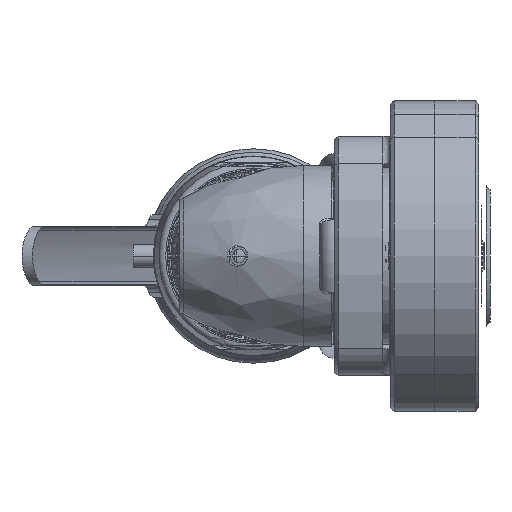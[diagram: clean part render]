
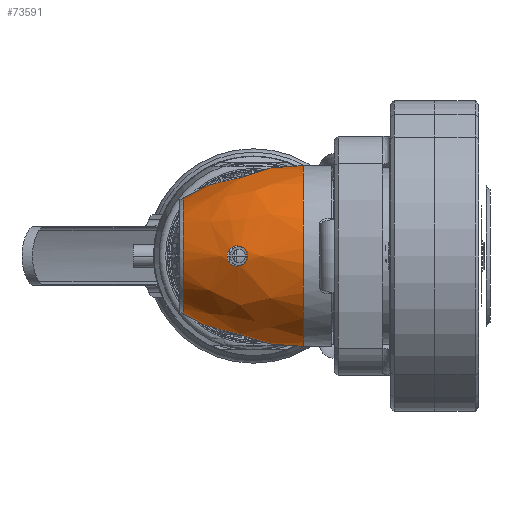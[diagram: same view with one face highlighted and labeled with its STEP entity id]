
A CAD part, left-side view. The second image highlights one B-rep face of the part: STEP entity #73591.
In plain terms, the highlighted free-form (B-spline) face has degree [3, 3] with [7, 4] control points.
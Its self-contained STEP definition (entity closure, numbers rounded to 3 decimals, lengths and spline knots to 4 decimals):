
#61173=CARTESIAN_POINT('',(-11.3788,0.584,0.));
#61174=DIRECTION('',(0.,1.,0.));
#61175=DIRECTION('',(0.675,0.,-0.738));
#61176=AXIS2_PLACEMENT_3D('',#61173,#61174,#61175);
#61178=CARTESIAN_POINT('',(-12.0289,0.2192,0.));
#61179=CARTESIAN_POINT('',(-12.0289,0.2192,
-0.009));
#61180=CARTESIAN_POINT('',(-12.0295,0.2166,
-0.0262));
#61181=CARTESIAN_POINT('',(-12.0321,0.2042,
-0.0511));
#61182=CARTESIAN_POINT('',(-12.0363,0.1854,
-0.0698));
#61183=CARTESIAN_POINT('',(-12.0419,0.163,
-0.0818));
#61184=CARTESIAN_POINT('',(-12.0491,0.1369,
-0.0865));
#61185=CARTESIAN_POINT('',(-12.0569,0.111,
-0.0823));
#61186=CARTESIAN_POINT('',(-12.0643,0.0886,
-0.0705));
#61187=CARTESIAN_POINT('',(-12.0707,0.0703,
-0.0518));
#61188=CARTESIAN_POINT('',(-12.0752,0.0581,
-0.0266));
#61189=CARTESIAN_POINT('',(-12.0761,0.0555,
-0.0091));
#61190=CARTESIAN_POINT('',(-12.0761,0.0555,0.));
#61192=CARTESIAN_POINT('',(-12.0761,0.0555,0.));
#61193=CARTESIAN_POINT('',(-12.0761,0.0555,
0.0075));
#61194=CARTESIAN_POINT('',(-12.0755,0.0573,
0.0222));
#61195=CARTESIAN_POINT('',(-12.0722,0.066,
0.0445));
#61196=CARTESIAN_POINT('',(-12.0671,0.0803,
0.063));
#61197=CARTESIAN_POINT('',(-12.0614,0.0973,
0.0756));
#61198=CARTESIAN_POINT('',(-12.0553,0.1162,
0.0834));
#61199=CARTESIAN_POINT('',(-12.0483,0.1395,
0.0862));
#61200=CARTESIAN_POINT('',(-12.0416,0.164,
0.0813));
#61201=CARTESIAN_POINT('',(-12.0362,0.1859,
0.0694));
#61202=CARTESIAN_POINT('',(-12.0321,0.204,
0.0512));
#61203=CARTESIAN_POINT('',(-12.0295,0.2166,
0.0263));
#61204=CARTESIAN_POINT('',(-12.0289,0.2192,
0.0091));
#61205=CARTESIAN_POINT('',(-12.0289,0.2192,0.));
#61230=CARTESIAN_POINT('',(-11.3788,-0.416,0.));
#61231=DIRECTION('',(0.,1.,0.));
#61232=DIRECTION('',(0.659,0.,-0.752));
#61233=AXIS2_PLACEMENT_3D('',#61230,#61231,#61232);
#61471=CARTESIAN_POINT('',(-11.0507,0.584,
0.3583));
#61472=CARTESIAN_POINT('',(-11.0625,0.5646,
0.3843));
#61473=CARTESIAN_POINT('',(-11.0865,0.5243,
0.4309));
#61474=CARTESIAN_POINT('',(-11.1196,0.4645,
0.4858));
#61475=CARTESIAN_POINT('',(-11.1485,0.4057,
0.5301));
#61476=CARTESIAN_POINT('',(-11.1714,0.3487,
0.5655));
#61477=CARTESIAN_POINT('',(-11.187,0.2936,
0.5938));
#61478=CARTESIAN_POINT('',(-11.1948,0.2365,
0.6179));
#61479=CARTESIAN_POINT('',(-11.1922,0.1734,
0.6387));
#61480=CARTESIAN_POINT('',(-11.1766,0.1056,
0.6546));
#61481=CARTESIAN_POINT('',(-11.1495,0.0344,
0.6646));
#61482=CARTESIAN_POINT('',(-11.112,-0.0423,
0.6682));
#61483=CARTESIAN_POINT('',(-11.0659,-0.1248,
0.6635));
#61484=CARTESIAN_POINT('',(-11.0119,-0.2139,
0.6485));
#61485=CARTESIAN_POINT('',(-10.9509,-0.3103,
0.6197));
#61486=CARTESIAN_POINT('',(-10.9054,-0.3804,
0.5874));
#61487=CARTESIAN_POINT('',(-10.8821,-0.416,
0.567));
#61546=CARTESIAN_POINT('',(-10.8821,-0.416,
-0.567));
#61547=CARTESIAN_POINT('',(-10.9053,-0.3805,
-0.5873));
#61548=CARTESIAN_POINT('',(-10.9506,-0.3108,
-0.6195));
#61549=CARTESIAN_POINT('',(-11.0114,-0.2148,
-0.6483));
#61550=CARTESIAN_POINT('',(-11.0651,-0.126,
-0.6634));
#61551=CARTESIAN_POINT('',(-11.1112,-0.0439,
-0.6681));
#61552=CARTESIAN_POINT('',(-11.1486,0.0325,
-0.6648));
#61553=CARTESIAN_POINT('',(-11.1759,0.1033,
-0.655));
#61554=CARTESIAN_POINT('',(-11.1919,0.1709,
-0.6394));
#61555=CARTESIAN_POINT('',(-11.195,0.2343,
-0.6187));
#61556=CARTESIAN_POINT('',(-11.1873,0.2919,
-0.5946));
#61557=CARTESIAN_POINT('',(-11.1718,0.3475,
-0.5662));
#61558=CARTESIAN_POINT('',(-11.149,0.4047,
-0.5308));
#61559=CARTESIAN_POINT('',(-11.12,0.4639,
-0.4864));
#61560=CARTESIAN_POINT('',(-11.0867,0.5239,
-0.4313));
#61561=CARTESIAN_POINT('',(-11.0626,0.5645,
-0.3845));
#61562=CARTESIAN_POINT('',(-11.0507,0.584,
-0.3583));
#71827=VERTEX_POINT('',#61471);
#71828=VERTEX_POINT('',#61487);
#71831=VERTEX_POINT('',#61546);
#71832=VERTEX_POINT('',#61562);
#73523=VERTEX_POINT('',#61190);
#73524=VERTEX_POINT('',#61178);
#73547=CARTESIAN_POINT('',(-10.8207,-0.4369,
-0.5065));
#73548=CARTESIAN_POINT('',(-10.8179,-0.0694,
-0.5091));
#73549=CARTESIAN_POINT('',(-10.8883,0.2857,
-0.4452));
#73550=CARTESIAN_POINT('',(-11.0269,0.6021,
-0.3194));
#73551=CARTESIAN_POINT('',(-11.37,-0.4369,
-1.1117));
#73552=CARTESIAN_POINT('',(-11.3699,-0.0694,
-1.1174));
#73553=CARTESIAN_POINT('',(-11.371,0.2857,
-0.977));
#73554=CARTESIAN_POINT('',(-11.3732,0.6021,
-0.701));
#73555=CARTESIAN_POINT('',(-12.1324,-0.4369,
-0.8173));
#73556=CARTESIAN_POINT('',(-12.1362,-0.0694,
-0.8214));
#73557=CARTESIAN_POINT('',(-12.0411,0.2857,
-0.7183));
#73558=CARTESIAN_POINT('',(-11.854,0.6021,
-0.5154));
#73559=CARTESIAN_POINT('',(-12.1324,-0.4369,0.));
#73560=CARTESIAN_POINT('',(-12.1362,-0.0694,0.));
#73561=CARTESIAN_POINT('',(-12.0411,0.2857,0.));
#73562=CARTESIAN_POINT('',(-11.854,0.6021,0.));
#73563=CARTESIAN_POINT('',(-12.1324,-0.4369,
0.8173));
#73564=CARTESIAN_POINT('',(-12.1362,-0.0694,
0.8214));
#73565=CARTESIAN_POINT('',(-12.0411,0.2857,
0.7183));
#73566=CARTESIAN_POINT('',(-11.854,0.6021,
0.5154));
#73567=CARTESIAN_POINT('',(-11.37,-0.4369,
1.1117));
#73568=CARTESIAN_POINT('',(-11.3699,-0.0694,
1.1174));
#73569=CARTESIAN_POINT('',(-11.371,0.2857,
0.977));
#73570=CARTESIAN_POINT('',(-11.3732,0.6021,
0.701));
#73571=CARTESIAN_POINT('',(-10.8207,-0.4369,
0.5065));
#73572=CARTESIAN_POINT('',(-10.8179,-0.0694,
0.5091));
#73573=CARTESIAN_POINT('',(-10.8883,0.2857,
0.4452));
#73574=CARTESIAN_POINT('',(-11.0269,0.6021,
0.3194));
#73575=(BOUNDED_SURFACE()B_SPLINE_SURFACE(3,3,((#73547,#73548,#73549,#73550),(
#73551,#73552,#73553,#73554),(#73555,#73556,#73557,#73558),(#73559,#73560,
#73561,#73562),(#73563,#73564,#73565,#73566),(#73567,#73568,#73569,#73570),(
#73571,#73572,#73573,#73574)),.UNSPECIFIED.,.F.,.F.,.F.)B_SPLINE_SURFACE_WITH_KNOTS((4,3,4),(4,4),(0.,1.,2.),(0.,1.),.UNSPECIFIED.)GEOMETRIC_REPRESENTATION_ITEM()RATIONAL_B_SPLINE_SURFACE(((1.498,1.461,
1.461,1.498),(0.859,0.838,
0.838,0.859),(0.859,0.838,
0.838,0.859),(1.498,1.461,
1.461,1.498),(0.859,0.838,
0.838,0.859),(0.859,0.838,
0.838,0.859),(1.498,1.461,
1.461,1.498)))REPRESENTATION_ITEM('')SURFACE());
#73577=ORIENTED_EDGE('',*,*,#73576,.T.);
#73579=ORIENTED_EDGE('',*,*,#73578,.F.);
#73581=ORIENTED_EDGE('',*,*,#73580,.T.);
#73582=ORIENTED_EDGE('',*,*,#73540,.T.);
#73583=EDGE_LOOP('',(#73577,#73579,#73581,#73582));
#73584=FACE_OUTER_BOUND('',#73583,.F.);
#73586=ORIENTED_EDGE('',*,*,#73585,.T.);
#73588=ORIENTED_EDGE('',*,*,#73587,.T.);
#73589=EDGE_LOOP('',(#73586,#73588));
#73590=FACE_BOUND('',#73589,.F.);
#73591=ADVANCED_FACE('',(#73584,#73590),#73575,.T.);
#61177=CIRCLE('',#61176,0.4858);
#61191=B_SPLINE_CURVE_WITH_KNOTS('',3,(#61178,#61179,#61180,#61181,#61182,
#61183,#61184,#61185,#61186,#61187,#61188,#61189,#61190),.UNSPECIFIED.,.F.,.F.,(
4,1,1,1,1,1,1,1,1,1,4),(0.,0.1,0.2,0.3,0.4,0.5,0.6,0.7,0.8,
0.9,1.),.UNSPECIFIED.);
#61206=B_SPLINE_CURVE_WITH_KNOTS('',3,(#61192,#61193,#61194,#61195,#61196,
#61197,#61198,#61199,#61200,#61201,#61202,#61203,#61204,#61205),.UNSPECIFIED.,
.F.,.F.,(4,1,1,1,1,1,1,1,1,1,1,4),(0.,0.0909,0.1818,
0.2727,0.3636,0.4545,0.5455,
0.6364,0.7273,0.8182,0.9091,1.),
.UNSPECIFIED.);
#61234=CIRCLE('',#61233,0.7538);
#61488=B_SPLINE_CURVE_WITH_KNOTS('',3,(#61471,#61472,#61473,#61474,#61475,
#61476,#61477,#61478,#61479,#61480,#61481,#61482,#61483,#61484,#61485,#61486,
#61487),.UNSPECIFIED.,.F.,.F.,(4,1,1,1,1,1,1,1,1,1,1,1,1,1,4),(0.,
0.0714,0.1429,0.2143,0.2857,
0.3571,0.4286,0.5,0.5714,0.6429,
0.7143,0.7857,0.8571,0.9286,1.),
.UNSPECIFIED.);
#61563=B_SPLINE_CURVE_WITH_KNOTS('',3,(#61546,#61547,#61548,#61549,#61550,
#61551,#61552,#61553,#61554,#61555,#61556,#61557,#61558,#61559,#61560,#61561,
#61562),.UNSPECIFIED.,.F.,.F.,(4,1,1,1,1,1,1,1,1,1,1,1,1,1,4),(0.,
0.0714,0.1429,0.2143,0.2857,
0.3571,0.4286,0.5,0.5714,0.6429,
0.7143,0.7857,0.8571,0.9286,1.),
.UNSPECIFIED.);
#73540=EDGE_CURVE('',#71832,#71827,#61177,.T.);
#73576=EDGE_CURVE('',#71827,#71828,#61488,.T.);
#73578=EDGE_CURVE('',#71831,#71828,#61234,.T.);
#73580=EDGE_CURVE('',#71831,#71832,#61563,.T.);
#73585=EDGE_CURVE('',#73524,#73523,#61191,.T.);
#73587=EDGE_CURVE('',#73523,#73524,#61206,.T.);
